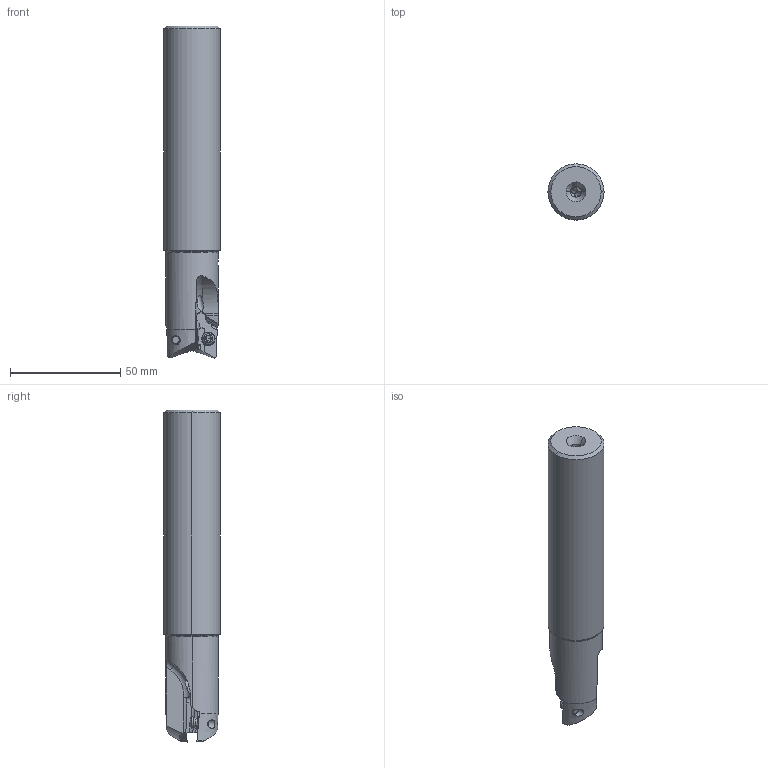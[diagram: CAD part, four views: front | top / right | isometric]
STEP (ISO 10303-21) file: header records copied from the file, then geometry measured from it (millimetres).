
FILE_DESCRIPTION(/* description */ (''),/* implementation_level */ '2;1');
FILE_NAME(/* name */ 'BXD4000R162SA16S.stp',/* time_stamp */ '2021-09-08T11:40:23+09:00',/* author */ (''),/* organization */ (''),/* preprocessor_version */ 'ST-DEVELOPER v16',/* originating_system */ 'SIEMENS PLM Software NX 10.0',/* authorisation */ '');
FILE_SCHEMA (('AUTOMOTIVE_DESIGN { 1 0 10303 214 3 1 1 1 }'));
Length unit declared in the file: millimetre
Products named in the file (1): BXD4000R162SA16S_ASM
Bounding box: 25.4 x 25.4 x 150.51 mm (x, y, z)
Volume: 63493.2 mm3; surface area: 15007.6 mm2
Topology: 3 solids, 3 shells, 198 faces, 606 edges, 422 vertices
Faces by surface type: cylinder 86, plane 52, cone 44, torus 12, sphere 4
Entity records: 9063 total; most frequent: CARTESIAN_POINT 3545, ORIENTED_EDGE 1200, DIRECTION 1085, EDGE_CURVE 600, AXIS2_PLACEMENT_3D 445, VERTEX_POINT 407, CIRCLE 213, EDGE_LOOP 205
